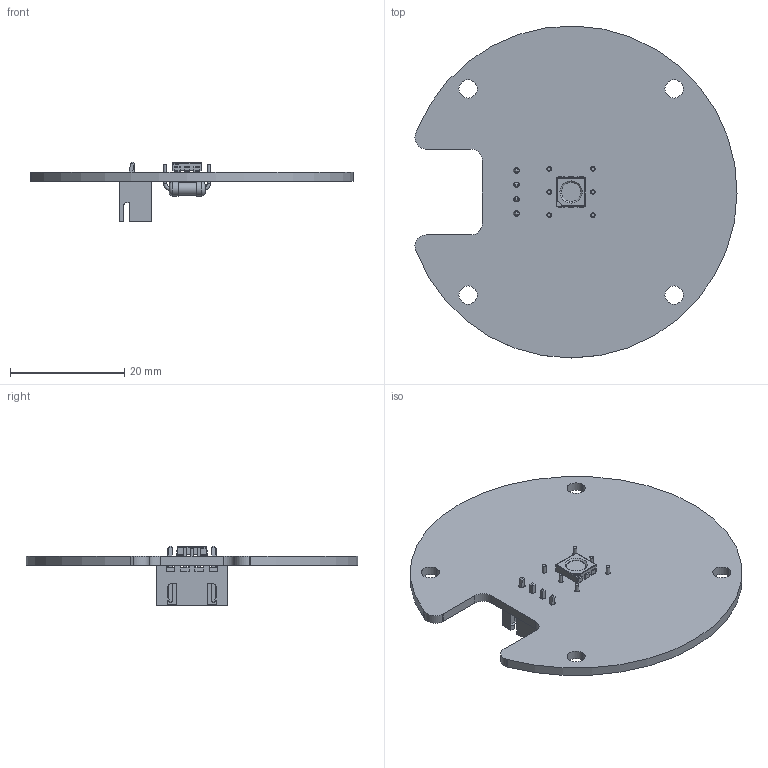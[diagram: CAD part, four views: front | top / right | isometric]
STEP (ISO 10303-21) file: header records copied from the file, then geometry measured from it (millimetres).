
FILE_DESCRIPTION(('KiCad electronic assembly'),'2;1');
FILE_NAME('UmiusiThrusterLEDUnit.step','2025-04-28T13:42:51',('Pcbnew'), ('Kicad'),'Open CASCADE STEP processor 7.8','KiCad to STEP converter', 'Unknown');
FILE_SCHEMA(('AUTOMOTIVE_DESIGN { 1 0 10303 214 1 1 1 1 }'));
Length unit declared in the file: millimetre
Products named in the file (8): UmiusiThrusterLEDUnit 1; LED_RGB_5050-6; LED_RGB_5050_6; JST_XH_B4B-XH-A_1x04_P2.50mm_Vertical; JST_B4B_XH_A; R_Axial_DIN0207_L6.3mm_D2.5mm_P7.62mm_Horizontal; R_Axial_DIN0207_L63mm_D25mm_P762mm_Horizontal; _autosave-UmiusiThrusterLEDUnit_PCB
Assembly tree (9 placements, depth 3):
  UmiusiThrusterLEDUnit 1
    LED_RGB_5050-6
      LED_RGB_5050_6
    JST_XH_B4B-XH-A_1x04_P2.50mm_Vertical
      JST_B4B_XH_A
    R_Axial_DIN0207_L6.3mm_D2.5mm_P7.62mm_Horizontal  x3
      R_Axial_DIN0207_L63mm_D25mm_P762mm_Horizontal
    _autosave-UmiusiThrusterLEDUnit_PCB
Bounding box: 56.28 x 58 x 10.4 mm (x, y, z)
Volume: 4217.3 mm3; surface area: 6188.3 mm2
Topology: 6 solids, 6 shells, 318 faces, 847 edges, 550 vertices
Faces by surface type: plane 221, cylinder 84, torus 12, cone 1
Full cylindrical faces by diameter (mm): 0.6 x6, 0.8 x6, 0.95 x4, 2.25 x3, 2.5 x6, 3.333 x1
Entity records: 11515 total; most frequent: CARTESIAN_POINT 1953, ORIENTED_EDGE 1602, DIRECTION 1545, EDGE_CURVE 801, LINE 649, VECTOR 649, VERTEX_POINT 522, AXIS2_PLACEMENT_3D 448
